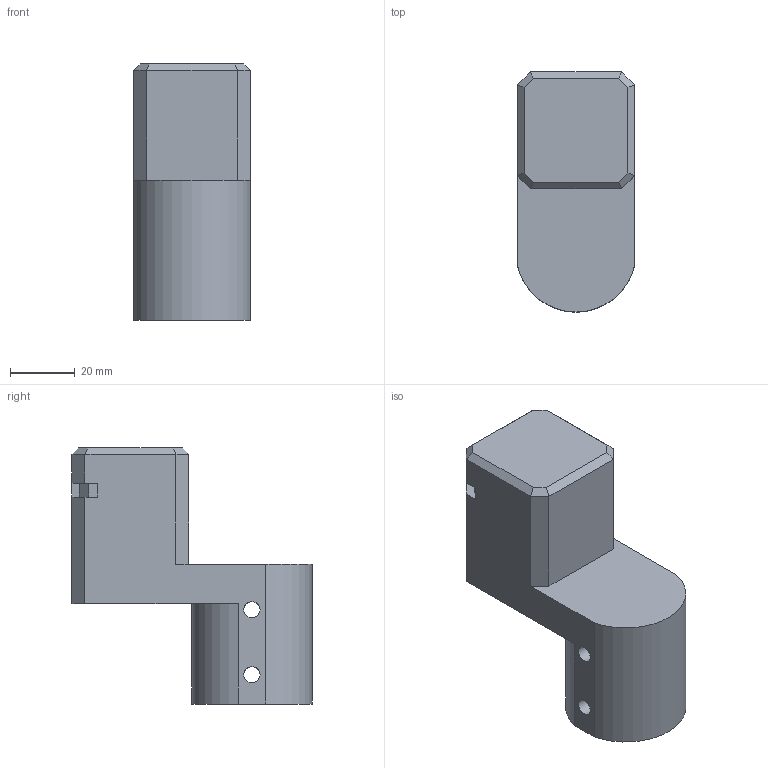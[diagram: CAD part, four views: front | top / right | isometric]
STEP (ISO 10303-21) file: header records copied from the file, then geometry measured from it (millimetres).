
FILE_DESCRIPTION(/* description */ (''),/* implementation_level */ '2;1');
FILE_NAME(/* name */ 'NerfStockMountv2 v2.step',/* time_stamp */ '2021-01-21T22:18:43-05:00',/* author */ (''),/* organization */ (''),/* preprocessor_version */ 'ST-DEVELOPER v18.1',/* originating_system */ 'Autodesk Translation Framework v9.7.1.1290',/* authorisation */ '');
FILE_SCHEMA (('AUTOMOTIVE_DESIGN { 1 0 10303 214 3 1 1 }'));
Length unit declared in the file: millimetre
Products named in the file (1): NerfStockMountv2
Bounding box: 36 x 73.9 x 78.8 mm (x, y, z)
Volume: 88527.5 mm3; surface area: 19040.2 mm2
Topology: 1 solids, 1 shells, 44 faces, 123 edges, 80 vertices
Faces by surface type: plane 37, cylinder 7
Full cylindrical faces by diameter (mm): 5 x4, 25.5 x1
Entity records: 1556 total; most frequent: CARTESIAN_POINT 386, ORIENTED_EDGE 246, DIRECTION 213, EDGE_CURVE 123, LINE 103, VECTOR 103, VERTEX_POINT 80, AXIS2_PLACEMENT_3D 55
